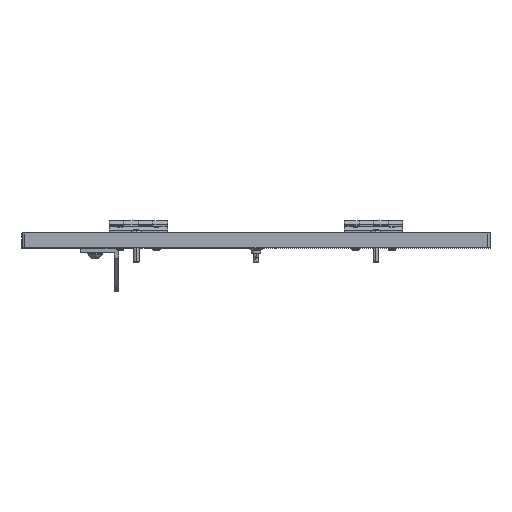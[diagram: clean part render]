
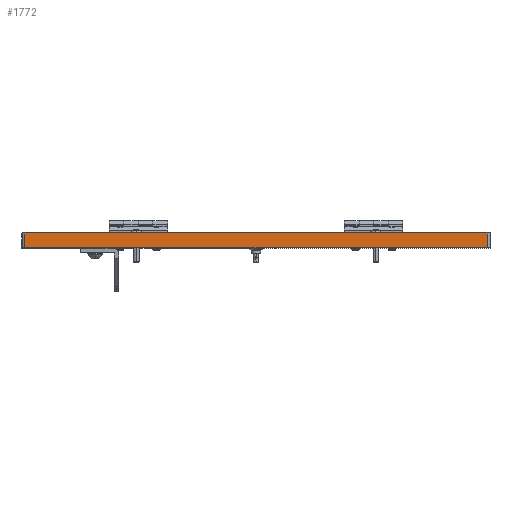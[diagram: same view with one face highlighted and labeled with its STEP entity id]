
A CAD part, top view. The second image highlights one B-rep face of the part: STEP entity #1772.
In plain terms, the highlighted planar face has unit normal (0, 0, 1).
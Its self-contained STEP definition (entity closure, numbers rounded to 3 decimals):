
#5 = VECTOR ( 'NONE', #7147, 1000. ) ;
#154 = ORIENTED_EDGE ( 'NONE', *, *, #244, .F. ) ;
#173 = CARTESIAN_POINT ( 'NONE',  ( -158., 5., 166.5 ) ) ;
#244 = EDGE_CURVE ( 'NONE', #5878, #3874, #7383, .T. ) ;
#326 = LINE ( 'NONE', #2369, #8228 ) ;
#334 = DIRECTION ( 'NONE',  ( 0., 0., -1. ) ) ;
#470 = FACE_OUTER_BOUND ( 'NONE', #2886, .T. ) ;
#543 = EDGE_CURVE ( 'NONE', #1424, #5878, #326, .T. ) ;
#922 = CARTESIAN_POINT ( 'NONE',  ( 158., 5., 166.5 ) ) ;
#1085 = DIRECTION ( 'NONE',  ( 1., 0., 0. ) ) ;
#1264 = CARTESIAN_POINT ( 'NONE',  ( -158., -5., 166.5 ) ) ;
#1424 = VERTEX_POINT ( 'NONE', #173 ) ;
#1663 = DIRECTION ( 'NONE',  ( -1., 0., 0. ) ) ;
#1772 = ADVANCED_FACE ( 'NONE', ( #470 ), #5101, .F. ) ;
#2369 = CARTESIAN_POINT ( 'NONE',  ( -158., 5., 166.5 ) ) ;
#2886 = EDGE_LOOP ( 'NONE', ( #5316, #154, #7474, #5159 ) ) ;
#2936 = LINE ( 'NONE', #5487, #4447 ) ;
#2947 = CARTESIAN_POINT ( 'NONE',  ( -158., -5., 166.5 ) ) ;
#3224 = LINE ( 'NONE', #1264, #5 ) ;
#3633 = VERTEX_POINT ( 'NONE', #2947 ) ;
#3856 = CARTESIAN_POINT ( 'NONE',  ( -158., 5., 166.5 ) ) ;
#3874 = VERTEX_POINT ( 'NONE', #7881 ) ;
#4109 = EDGE_CURVE ( 'NONE', #1424, #3633, #2936, .T. ) ;
#4447 = VECTOR ( 'NONE', #6346, 1000. ) ;
#5101 = PLANE ( 'NONE',  #7688 ) ;
#5159 = ORIENTED_EDGE ( 'NONE', *, *, #4109, .T. ) ;
#5316 = ORIENTED_EDGE ( 'NONE', *, *, #7456, .T. ) ;
#5487 = CARTESIAN_POINT ( 'NONE',  ( -158., 5., 166.5 ) ) ;
#5676 = VECTOR ( 'NONE', #6048, 1000. ) ;
#5878 = VERTEX_POINT ( 'NONE', #922 ) ;
#6048 = DIRECTION ( 'NONE',  ( 0., -1., 0. ) ) ;
#6182 = CARTESIAN_POINT ( 'NONE',  ( 158., 5., 166.5 ) ) ;
#6346 = DIRECTION ( 'NONE',  ( 0., -1., 0. ) ) ;
#7147 = DIRECTION ( 'NONE',  ( 1., 0., 0. ) ) ;
#7383 = LINE ( 'NONE', #6182, #5676 ) ;
#7456 = EDGE_CURVE ( 'NONE', #3633, #3874, #3224, .T. ) ;
#7474 = ORIENTED_EDGE ( 'NONE', *, *, #543, .F. ) ;
#7688 = AXIS2_PLACEMENT_3D ( 'NONE', #3856, #334, #1663 ) ;
#7881 = CARTESIAN_POINT ( 'NONE',  ( 158., -5., 166.5 ) ) ;
#8228 = VECTOR ( 'NONE', #1085, 1000. ) ;
